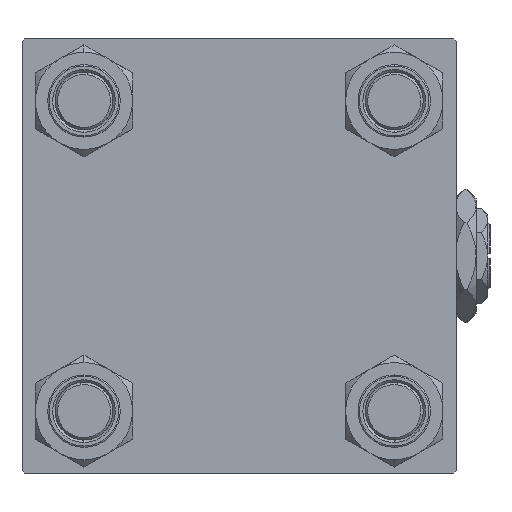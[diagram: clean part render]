
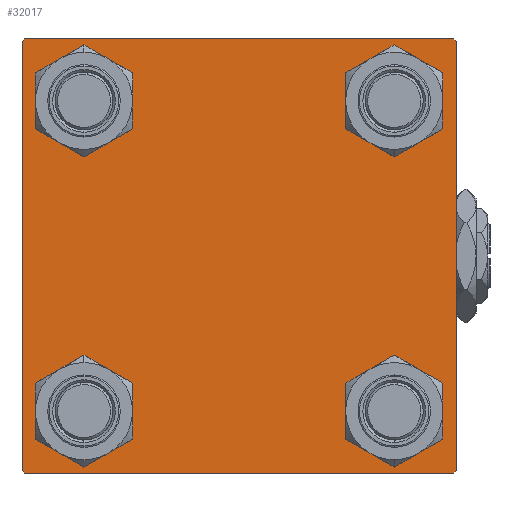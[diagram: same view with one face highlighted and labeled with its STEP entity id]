
A CAD part, left-side view. The second image highlights one B-rep face of the part: STEP entity #32017.
In plain terms, the highlighted planar face has unit normal (-1, 0, 0).
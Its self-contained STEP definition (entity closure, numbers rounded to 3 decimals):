
#71 = EDGE_CURVE ( 'NONE', #24020, #12639, #16086, .T. ) ;
#635 = DIRECTION ( 'NONE',  ( 0., -1., 0. ) ) ;
#731 = VERTEX_POINT ( 'NONE', #16664 ) ;
#809 = DIRECTION ( 'NONE',  ( 1., 0., 0. ) ) ;
#835 = ORIENTED_EDGE ( 'NONE', *, *, #17933, .T. ) ;
#958 = DIRECTION ( 'NONE',  ( 0., 0., -1. ) ) ;
#2142 = CARTESIAN_POINT ( 'NONE',  ( 0., 32.15, -25.65 ) ) ;
#2502 = EDGE_LOOP ( 'NONE', ( #48498, #36509 ) ) ;
#2504 = CIRCLE ( 'NONE', #21141, 6.5 ) ;
#2777 = LINE ( 'NONE', #34905, #6019 ) ;
#3004 = CIRCLE ( 'NONE', #30149, 6.5 ) ;
#3165 = ORIENTED_EDGE ( 'NONE', *, *, #33147, .T. ) ;
#3405 = EDGE_CURVE ( 'NONE', #29422, #40106, #26732, .T. ) ;
#3562 = AXIS2_PLACEMENT_3D ( 'NONE', #12524, #5072, #49915 ) ;
#3613 = EDGE_CURVE ( 'NONE', #40106, #29422, #3004, .T. ) ;
#3686 = VERTEX_POINT ( 'NONE', #43396 ) ;
#3969 = VERTEX_POINT ( 'NONE', #31152 ) ;
#4118 = EDGE_LOOP ( 'NONE', ( #51660, #41253, #50983, #5421, #18095, #15661, #28175, #23245 ) ) ;
#4175 = CARTESIAN_POINT ( 'NONE',  ( 0., -32.15, 32.15 ) ) ;
#4640 = DIRECTION ( 'NONE',  ( 1., 0., 0. ) ) ;
#4997 = VECTOR ( 'NONE', #45561, 1000. ) ;
#5072 = DIRECTION ( 'NONE',  ( 1., 0., 0. ) ) ;
#5421 = ORIENTED_EDGE ( 'NONE', *, *, #35610, .T. ) ;
#5466 = LINE ( 'NONE', #13179, #31614 ) ;
#6019 = VECTOR ( 'NONE', #35172, 1000. ) ;
#6094 = CARTESIAN_POINT ( 'NONE',  ( 0., 45., 44.5 ) ) ;
#6415 = DIRECTION ( 'NONE',  ( 1., 0., 0. ) ) ;
#7097 = CARTESIAN_POINT ( 'NONE',  ( 0., 45., -44.5 ) ) ;
#7328 = CARTESIAN_POINT ( 'NONE',  ( 0., 44.75, 44.75 ) ) ;
#7741 = CARTESIAN_POINT ( 'NONE',  ( 0., 44.5, -45. ) ) ;
#7833 = ORIENTED_EDGE ( 'NONE', *, *, #8036, .T. ) ;
#8036 = EDGE_CURVE ( 'NONE', #3686, #36401, #2504, .T. ) ;
#9290 = DIRECTION ( 'NONE',  ( -1., 0., 0. ) ) ;
#9555 = FACE_BOUND ( 'NONE', #27555, .T. ) ;
#9827 = FACE_BOUND ( 'NONE', #2502, .T. ) ;
#9989 = CARTESIAN_POINT ( 'NONE',  ( 0., -32.15, 32.15 ) ) ;
#10254 = DIRECTION ( 'NONE',  ( 0., 0., 1. ) ) ;
#10542 = EDGE_CURVE ( 'NONE', #24020, #23588, #2777, .T. ) ;
#11054 = CARTESIAN_POINT ( 'NONE',  ( 0., 44.5, 45. ) ) ;
#11740 = DIRECTION ( 'NONE',  ( 0., 0., 1. ) ) ;
#11839 = DIRECTION ( 'NONE',  ( 0., 0., 1. ) ) ;
#12415 = DIRECTION ( 'NONE',  ( 0., -0.707, -0.707 ) ) ;
#12524 = CARTESIAN_POINT ( 'NONE',  ( 0., -32.15, -32.15 ) ) ;
#12578 = LINE ( 'NONE', #12842, #35639 ) ;
#12639 = VERTEX_POINT ( 'NONE', #6094 ) ;
#12842 = CARTESIAN_POINT ( 'NONE',  ( 0., 45., -45. ) ) ;
#13179 = CARTESIAN_POINT ( 'NONE',  ( 0., -45., 45. ) ) ;
#13188 = CARTESIAN_POINT ( 'NONE',  ( 0., 45., 45. ) ) ;
#13793 = CARTESIAN_POINT ( 'NONE',  ( 0., -32.15, 25.65 ) ) ;
#14749 = AXIS2_PLACEMENT_3D ( 'NONE', #48168, #4640, #11839 ) ;
#14964 = VECTOR ( 'NONE', #20414, 1000. ) ;
#15661 = ORIENTED_EDGE ( 'NONE', *, *, #28371, .T. ) ;
#15820 = DIRECTION ( 'NONE',  ( 0., 0., 1. ) ) ;
#15882 = ORIENTED_EDGE ( 'NONE', *, *, #23251, .T. ) ;
#15888 = VERTEX_POINT ( 'NONE', #7741 ) ;
#16086 = LINE ( 'NONE', #7328, #27353 ) ;
#16436 = VERTEX_POINT ( 'NONE', #50626 ) ;
#16664 = CARTESIAN_POINT ( 'NONE',  ( 0., -44.5, -45. ) ) ;
#17153 = LINE ( 'NONE', #13188, #24612 ) ;
#17207 = CARTESIAN_POINT ( 'NONE',  ( 0., 32.15, 38.65 ) ) ;
#17522 = FACE_OUTER_BOUND ( 'NONE', #4118, .T. ) ;
#17933 = EDGE_CURVE ( 'NONE', #36401, #3686, #49307, .T. ) ;
#18057 = DIRECTION ( 'NONE',  ( 0., 0., 1. ) ) ;
#18095 = ORIENTED_EDGE ( 'NONE', *, *, #51570, .F. ) ;
#18574 = CARTESIAN_POINT ( 'NONE',  ( 0., 32.15, -38.65 ) ) ;
#20369 = EDGE_LOOP ( 'NONE', ( #24690, #47128 ) ) ;
#20414 = DIRECTION ( 'NONE',  ( 0., 0.707, 0.707 ) ) ;
#20676 = CARTESIAN_POINT ( 'NONE',  ( 0., -44.75, 44.75 ) ) ;
#21141 = AXIS2_PLACEMENT_3D ( 'NONE', #42207, #809, #30296 ) ;
#21876 = AXIS2_PLACEMENT_3D ( 'NONE', #32020, #52408, #15820 ) ;
#22055 = EDGE_CURVE ( 'NONE', #47279, #34920, #37623, .T. ) ;
#22201 = DIRECTION ( 'NONE',  ( 1., 0., 0. ) ) ;
#23245 = ORIENTED_EDGE ( 'NONE', *, *, #71, .T. ) ;
#23251 = EDGE_CURVE ( 'NONE', #45236, #3969, #38595, .T. ) ;
#23588 = VERTEX_POINT ( 'NONE', #46675 ) ;
#24020 = VERTEX_POINT ( 'NONE', #11054 ) ;
#24384 = CARTESIAN_POINT ( 'NONE',  ( 0., -32.15, 38.65 ) ) ;
#24612 = VECTOR ( 'NONE', #29397, 1000. ) ;
#24690 = ORIENTED_EDGE ( 'NONE', *, *, #22055, .T. ) ;
#26426 = AXIS2_PLACEMENT_3D ( 'NONE', #48588, #51514, #11740 ) ;
#26732 = CIRCLE ( 'NONE', #46212, 6.5 ) ;
#27353 = VECTOR ( 'NONE', #36521, 1000. ) ;
#27555 = EDGE_LOOP ( 'NONE', ( #15882, #3165 ) ) ;
#28175 = ORIENTED_EDGE ( 'NONE', *, *, #10542, .F. ) ;
#28371 = EDGE_CURVE ( 'NONE', #42489, #23588, #48012, .T. ) ;
#28625 = AXIS2_PLACEMENT_3D ( 'NONE', #45636, #9290, #18057 ) ;
#28879 = CARTESIAN_POINT ( 'NONE',  ( 0., 44.75, -44.75 ) ) ;
#29167 = LINE ( 'NONE', #49811, #4997 ) ;
#29397 = DIRECTION ( 'NONE',  ( 0., 0., -1. ) ) ;
#29422 = VERTEX_POINT ( 'NONE', #13793 ) ;
#29490 = PLANE ( 'NONE',  #28625 ) ;
#29860 = CARTESIAN_POINT ( 'NONE',  ( 0., -45., 44.5 ) ) ;
#30149 = AXIS2_PLACEMENT_3D ( 'NONE', #9989, #22201, #10254 ) ;
#30296 = DIRECTION ( 'NONE',  ( 0., 0., 1. ) ) ;
#30399 = CIRCLE ( 'NONE', #21876, 6.5 ) ;
#31064 = CARTESIAN_POINT ( 'NONE',  ( 0., -32.15, -38.65 ) ) ;
#31152 = CARTESIAN_POINT ( 'NONE',  ( 0., 32.15, 25.65 ) ) ;
#31614 = VECTOR ( 'NONE', #958, 1000. ) ;
#31810 = AXIS2_PLACEMENT_3D ( 'NONE', #50726, #6415, #47005 ) ;
#32017 = ADVANCED_FACE ( 'NONE', ( #9827, #38232, #37439, #9555, #17522 ), #29490, .T. ) ;
#32020 = CARTESIAN_POINT ( 'NONE',  ( 0., 32.15, 32.15 ) ) ;
#32792 = EDGE_CURVE ( 'NONE', #48172, #15888, #36318, .T. ) ;
#33147 = EDGE_CURVE ( 'NONE', #3969, #45236, #30399, .T. ) ;
#34905 = CARTESIAN_POINT ( 'NONE',  ( 0., 45., 45. ) ) ;
#34920 = VERTEX_POINT ( 'NONE', #18574 ) ;
#35172 = DIRECTION ( 'NONE',  ( 0., -1., 0. ) ) ;
#35610 = EDGE_CURVE ( 'NONE', #731, #16436, #29167, .T. ) ;
#35639 = VECTOR ( 'NONE', #635, 1000. ) ;
#35785 = DIRECTION ( 'NONE',  ( 0., 0., 1. ) ) ;
#36318 = LINE ( 'NONE', #28879, #42221 ) ;
#36401 = VERTEX_POINT ( 'NONE', #31064 ) ;
#36509 = ORIENTED_EDGE ( 'NONE', *, *, #3405, .T. ) ;
#36521 = DIRECTION ( 'NONE',  ( 0., 0.707, -0.707 ) ) ;
#37439 = FACE_BOUND ( 'NONE', #20369, .T. ) ;
#37623 = CIRCLE ( 'NONE', #14749, 6.5 ) ;
#38232 = FACE_BOUND ( 'NONE', #45729, .T. ) ;
#38595 = CIRCLE ( 'NONE', #31810, 6.5 ) ;
#40106 = VERTEX_POINT ( 'NONE', #24384 ) ;
#41253 = ORIENTED_EDGE ( 'NONE', *, *, #32792, .T. ) ;
#41452 = EDGE_CURVE ( 'NONE', #15888, #731, #12578, .T. ) ;
#42126 = EDGE_CURVE ( 'NONE', #12639, #48172, #17153, .T. ) ;
#42207 = CARTESIAN_POINT ( 'NONE',  ( 0., -32.15, -32.15 ) ) ;
#42221 = VECTOR ( 'NONE', #12415, 1000. ) ;
#42489 = VERTEX_POINT ( 'NONE', #29860 ) ;
#43364 = CIRCLE ( 'NONE', #26426, 6.5 ) ;
#43396 = CARTESIAN_POINT ( 'NONE',  ( 0., -32.15, -25.65 ) ) ;
#44235 = EDGE_CURVE ( 'NONE', #34920, #47279, #43364, .T. ) ;
#45236 = VERTEX_POINT ( 'NONE', #17207 ) ;
#45561 = DIRECTION ( 'NONE',  ( 0., -0.707, 0.707 ) ) ;
#45636 = CARTESIAN_POINT ( 'NONE',  ( 0., 0., 0. ) ) ;
#45729 = EDGE_LOOP ( 'NONE', ( #7833, #835 ) ) ;
#46212 = AXIS2_PLACEMENT_3D ( 'NONE', #4175, #49000, #35785 ) ;
#46675 = CARTESIAN_POINT ( 'NONE',  ( 0., -44.5, 45. ) ) ;
#47005 = DIRECTION ( 'NONE',  ( 0., 0., 1. ) ) ;
#47128 = ORIENTED_EDGE ( 'NONE', *, *, #44235, .T. ) ;
#47279 = VERTEX_POINT ( 'NONE', #2142 ) ;
#48012 = LINE ( 'NONE', #20676, #14964 ) ;
#48168 = CARTESIAN_POINT ( 'NONE',  ( 0., 32.15, -32.15 ) ) ;
#48172 = VERTEX_POINT ( 'NONE', #7097 ) ;
#48498 = ORIENTED_EDGE ( 'NONE', *, *, #3613, .T. ) ;
#48588 = CARTESIAN_POINT ( 'NONE',  ( 0., 32.15, -32.15 ) ) ;
#49000 = DIRECTION ( 'NONE',  ( 1., 0., 0. ) ) ;
#49307 = CIRCLE ( 'NONE', #3562, 6.5 ) ;
#49811 = CARTESIAN_POINT ( 'NONE',  ( 0., -44.75, -44.75 ) ) ;
#49915 = DIRECTION ( 'NONE',  ( 0., 0., 1. ) ) ;
#50626 = CARTESIAN_POINT ( 'NONE',  ( 0., -45., -44.5 ) ) ;
#50726 = CARTESIAN_POINT ( 'NONE',  ( 0., 32.15, 32.15 ) ) ;
#50983 = ORIENTED_EDGE ( 'NONE', *, *, #41452, .T. ) ;
#51514 = DIRECTION ( 'NONE',  ( 1., 0., 0. ) ) ;
#51570 = EDGE_CURVE ( 'NONE', #42489, #16436, #5466, .T. ) ;
#51660 = ORIENTED_EDGE ( 'NONE', *, *, #42126, .T. ) ;
#52408 = DIRECTION ( 'NONE',  ( 1., 0., 0. ) ) ;
